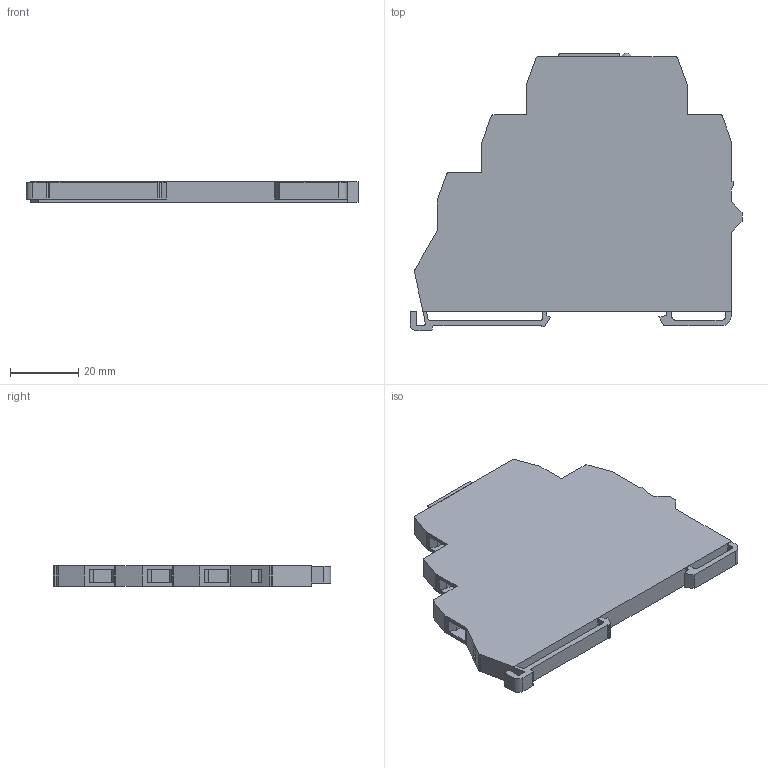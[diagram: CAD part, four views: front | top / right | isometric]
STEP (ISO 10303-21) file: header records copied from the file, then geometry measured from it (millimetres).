
FILE_DESCRIPTION (( 'STEP AP214' ), '1' );
FILE_NAME ('PI6 1P.STEP', '2014-09-12T11:46:05', ( '' ), ( '' ), 'SwSTEP 2.0', 'SolidWorks 2012', '' );
FILE_SCHEMA (( 'AUTOMOTIVE_DESIGN' ));
Length unit declared in the file: millimetre
Products named in the file (1): PI6 1P
Bounding box: 97 x 81.1 x 6.1 mm (x, y, z)
Volume: 33950 mm3; surface area: 15170.1 mm2
Topology: 1 solids, 1 shells, 223 faces, 589 edges, 392 vertices
Faces by surface type: plane 162, cylinder 54, torus 6, sphere 1
Entity records: 9312 total; most frequent: CARTESIAN_POINT 1260, ORIENTED_EDGE 1172, DIRECTION 1156, EDGE_CURVE 586, LINE 440, VECTOR 440, VERTEX_POINT 390, AXIS2_PLACEMENT_3D 358
